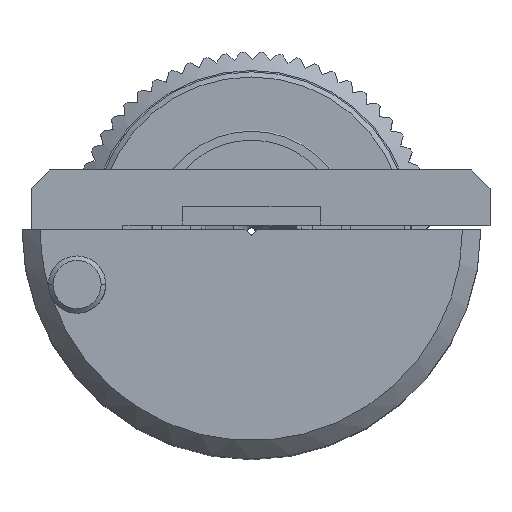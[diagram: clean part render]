
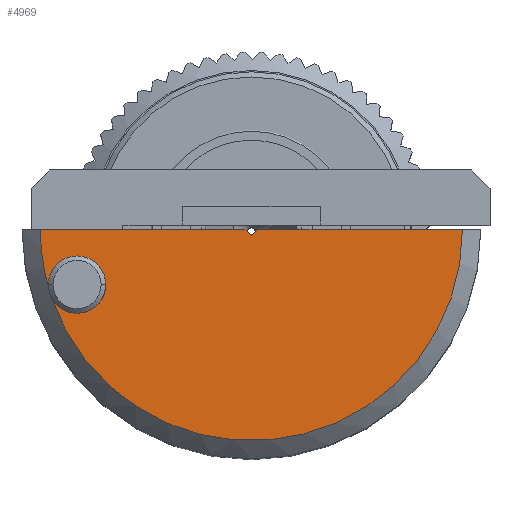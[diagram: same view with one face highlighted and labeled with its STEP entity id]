
A CAD part, top view. The second image highlights one B-rep face of the part: STEP entity #4969.
In plain terms, the highlighted planar face has unit normal (0, 0, 1).
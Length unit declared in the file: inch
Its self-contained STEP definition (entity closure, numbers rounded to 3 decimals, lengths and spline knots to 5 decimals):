
#213 = ORIENTED_EDGE ( 'NONE', *, *, #5287, .T. ) ;
#468 = CARTESIAN_POINT ( 'NONE',  ( -0.21745, -0.07493, 0.75181 ) ) ;
#751 = DIRECTION ( 'NONE',  ( 1., 0., 0. ) ) ;
#862 = CARTESIAN_POINT ( 'NONE',  ( 0., -0.007, 0.75181 ) ) ;
#895 = CIRCLE ( 'NONE', #2062, 0.03125 ) ;
#918 = CIRCLE ( 'NONE', #8848, 0.23 ) ;
#1131 = ORIENTED_EDGE ( 'NONE', *, *, #10793, .F. ) ;
#1265 = CARTESIAN_POINT ( 'NONE',  ( 0.007, 0., 0.75181 ) ) ;
#1295 = DIRECTION ( 'NONE',  ( 1., 0., 0. ) ) ;
#1440 = CARTESIAN_POINT ( 'NONE',  ( -0.19, -0.06, 0.75181 ) ) ;
#1516 = CARTESIAN_POINT ( 'NONE',  ( -0.19, -0.06, 0.75181 ) ) ;
#1528 = CARTESIAN_POINT ( 'NONE',  ( 0.007, 0., 0.75181 ) ) ;
#1540 = FACE_OUTER_BOUND ( 'NONE', #11103, .T. ) ;
#1707 = VERTEX_POINT ( 'NONE', #468 ) ;
#2062 = AXIS2_PLACEMENT_3D ( 'NONE', #1516, #9823, #3295 ) ;
#2444 = CARTESIAN_POINT ( 'NONE',  ( -0.007, 0., 0.75181 ) ) ;
#2738 = DIRECTION ( 'NONE',  ( 0., 0., 1. ) ) ;
#2942 = DIRECTION ( 'NONE',  ( 1., 0., 0. ) ) ;
#3101 = DIRECTION ( 'NONE',  ( 0., 0., 1. ) ) ;
#3164 = VECTOR ( 'NONE', #7556, 39.37008 ) ;
#3183 = CIRCLE ( 'NONE', #9774, 0.03125 ) ;
#3295 = DIRECTION ( 'NONE',  ( 1., 0., 0. ) ) ;
#3414 = VERTEX_POINT ( 'NONE', #10985 ) ;
#3458 = VECTOR ( 'NONE', #9692, 39.37008 ) ;
#3480 = ORIENTED_EDGE ( 'NONE', *, *, #9362, .T. ) ;
#3638 = VERTEX_POINT ( 'NONE', #4235 ) ;
#3914 = ORIENTED_EDGE ( 'NONE', *, *, #8146, .T. ) ;
#3918 = EDGE_CURVE ( 'NONE', #3414, #8629, #3183, .T. ) ;
#3974 = CARTESIAN_POINT ( 'NONE',  ( -0.007, 0., 0.75181 ) ) ;
#4080 = CARTESIAN_POINT ( 'NONE',  ( -0.22105, -0.06354, 0.75181 ) ) ;
#4089 = LINE ( 'NONE', #5920, #7738 ) ;
#4183 = ORIENTED_EDGE ( 'NONE', *, *, #9956, .T. ) ;
#4196 = AXIS2_PLACEMENT_3D ( 'NONE', #1440, #9894, #11760 ) ;
#4235 = CARTESIAN_POINT ( 'NONE',  ( 0., -0.007, 0.75181 ) ) ;
#4511 = CARTESIAN_POINT ( 'NONE',  ( 0., 0., 0.75181 ) ) ;
#4822 = CARTESIAN_POINT ( 'NONE',  ( -0.23, 0., 0.75181 ) ) ;
#4969 = ADVANCED_FACE ( 'NONE', ( #1540 ), #10169, .T. ) ;
#5287 = EDGE_CURVE ( 'NONE', #3638, #11981, #10579, .T. ) ;
#5332 = DIRECTION ( 'NONE',  ( 1., 0., 0. ) ) ;
#5443 = CARTESIAN_POINT ( 'NONE',  ( 0., 0., 0.75181 ) ) ;
#5454 = VECTOR ( 'NONE', #10488, 39.37008 ) ;
#5695 = CARTESIAN_POINT ( 'NONE',  ( -0.15875, -0.06, 0.75181 ) ) ;
#5920 = CARTESIAN_POINT ( 'NONE',  ( -0.25, 0., 0.75181 ) ) ;
#5977 = CIRCLE ( 'NONE', #10660, 0.23 ) ;
#6027 = VERTEX_POINT ( 'NONE', #5695 ) ;
#6086 = DIRECTION ( 'NONE',  ( -1., 0., 0. ) ) ;
#6193 = ORIENTED_EDGE ( 'NONE', *, *, #8220, .T. ) ;
#6393 = DIRECTION ( 'NONE',  ( 0., 0., 1. ) ) ;
#6525 = ORIENTED_EDGE ( 'NONE', *, *, #7353, .T. ) ;
#7182 = ORIENTED_EDGE ( 'NONE', *, *, #3918, .F. ) ;
#7353 = EDGE_CURVE ( 'NONE', #10079, #8629, #918, .T. ) ;
#7556 = DIRECTION ( 'NONE',  ( -0.707, -0.707, 0. ) ) ;
#7622 = ORIENTED_EDGE ( 'NONE', *, *, #8765, .F. ) ;
#7738 = VECTOR ( 'NONE', #6086, 39.37008 ) ;
#7825 = VERTEX_POINT ( 'NONE', #11942 ) ;
#8146 = EDGE_CURVE ( 'NONE', #1707, #7825, #5977, .T. ) ;
#8220 = EDGE_CURVE ( 'NONE', #11981, #10079, #4089, .T. ) ;
#8377 = VERTEX_POINT ( 'NONE', #1528 ) ;
#8537 = CIRCLE ( 'NONE', #4196, 0.03125 ) ;
#8629 = VERTEX_POINT ( 'NONE', #4080 ) ;
#8765 = EDGE_CURVE ( 'NONE', #1707, #6027, #895, .T. ) ;
#8778 = DIRECTION ( 'NONE',  ( 0., 0., 1. ) ) ;
#8848 = AXIS2_PLACEMENT_3D ( 'NONE', #4511, #6393, #5332 ) ;
#9229 = AXIS2_PLACEMENT_3D ( 'NONE', #5443, #2738, #751 ) ;
#9362 = EDGE_CURVE ( 'NONE', #7825, #8377, #11363, .T. ) ;
#9692 = DIRECTION ( 'NONE',  ( -1., 0., 0. ) ) ;
#9774 = AXIS2_PLACEMENT_3D ( 'NONE', #11489, #3101, #2942 ) ;
#9823 = DIRECTION ( 'NONE',  ( 0., 0., 1. ) ) ;
#9894 = DIRECTION ( 'NONE',  ( 0., 0., 1. ) ) ;
#9956 = EDGE_CURVE ( 'NONE', #8377, #3638, #10916, .T. ) ;
#10079 = VERTEX_POINT ( 'NONE', #4822 ) ;
#10169 = PLANE ( 'NONE',  #9229 ) ;
#10488 = DIRECTION ( 'NONE',  ( -0.707, 0.707, 0. ) ) ;
#10579 = LINE ( 'NONE', #3974, #5454 ) ;
#10660 = AXIS2_PLACEMENT_3D ( 'NONE', #11699, #8778, #1295 ) ;
#10793 = EDGE_CURVE ( 'NONE', #6027, #3414, #8537, .T. ) ;
#10916 = LINE ( 'NONE', #862, #3164 ) ;
#10985 = CARTESIAN_POINT ( 'NONE',  ( -0.22125, -0.06, 0.75181 ) ) ;
#11103 = EDGE_LOOP ( 'NONE', ( #6193, #6525, #7182, #1131, #7622, #3914, #3480, #4183, #213 ) ) ;
#11363 = LINE ( 'NONE', #1265, #3458 ) ;
#11489 = CARTESIAN_POINT ( 'NONE',  ( -0.19, -0.06, 0.75181 ) ) ;
#11699 = CARTESIAN_POINT ( 'NONE',  ( 0., 0., 0.75181 ) ) ;
#11760 = DIRECTION ( 'NONE',  ( 1., 0., 0. ) ) ;
#11942 = CARTESIAN_POINT ( 'NONE',  ( 0.23, 0., 0.75181 ) ) ;
#11981 = VERTEX_POINT ( 'NONE', #2444 ) ;
